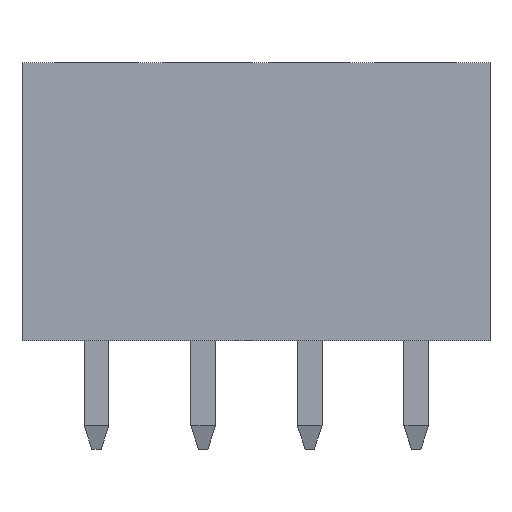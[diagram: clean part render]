
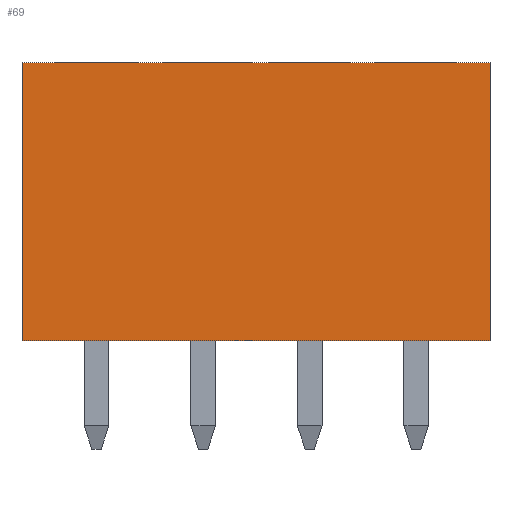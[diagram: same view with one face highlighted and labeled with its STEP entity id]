
A CAD part, front view. The second image highlights one B-rep face of the part: STEP entity #69.
In plain terms, the highlighted planar face has unit normal (0, -1, 0).
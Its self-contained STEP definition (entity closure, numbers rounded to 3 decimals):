
#69=ADVANCED_FACE('',(#284),#285,.T.);
#284=FACE_OUTER_BOUND('',#692,.T.);
#285=PLANE('',#693);
#692=EDGE_LOOP('',(#1184,#1185,#1186,#1187));
#693=AXIS2_PLACEMENT_3D('',#1188,#1189,#1190);
#1184=ORIENTED_EDGE('',*,*,#2656,.T.);
#1185=ORIENTED_EDGE('',*,*,#2673,.F.);
#1186=ORIENTED_EDGE('',*,*,#2594,.F.);
#1187=ORIENTED_EDGE('',*,*,#2592,.T.);
#1188=CARTESIAN_POINT('',(-7.696,-2.794,0.0));
#1189=DIRECTION('',(0.0,-1.0,0.0));
#1190=DIRECTION('',(0.0,0.0,-1.0));
#2592=EDGE_CURVE('',#3083,#3081,#3084,.T.);
#2594=EDGE_CURVE('',#3083,#3086,#3087,.T.);
#2656=EDGE_CURVE('',#3081,#3206,#3208,.T.);
#2673=EDGE_CURVE('',#3086,#3206,#3241,.T.);
#3081=VERTEX_POINT('',#3830);
#3083=VERTEX_POINT('',#3833);
#3084=LINE('',#3834,#3835);
#3086=VERTEX_POINT('',#3838);
#3087=LINE('',#3839,#3840);
#3206=VERTEX_POINT('',#4015);
#3208=LINE('',#4018,#4019);
#3241=LINE('',#4068,#4069);
#3830=CARTESIAN_POINT('',(-7.696,-2.794,-9.144));
#3833=CARTESIAN_POINT('',(-7.696,-2.794,0.0));
#3834=CARTESIAN_POINT('',(-7.696,-2.794,0.0));
#3835=VECTOR('',#5012,9.144);
#3838=CARTESIAN_POINT('',(7.696,-2.794,0.0));
#3839=CARTESIAN_POINT('',(-7.696,-2.794,0.0));
#3840=VECTOR('',#5014,15.392);
#4015=CARTESIAN_POINT('',(7.696,-2.794,-9.144));
#4018=CARTESIAN_POINT('',(-7.696,-2.794,-9.144));
#4019=VECTOR('',#5084,15.392);
#4068=CARTESIAN_POINT('',(7.696,-2.794,0.0));
#4069=VECTOR('',#5101,9.144);
#5012=DIRECTION('',(0.0,0.0,-1.0));
#5014=DIRECTION('',(1.0,0.0,0.0));
#5084=DIRECTION('',(1.0,0.0,0.0));
#5101=DIRECTION('',(0.0,0.0,-1.0));
